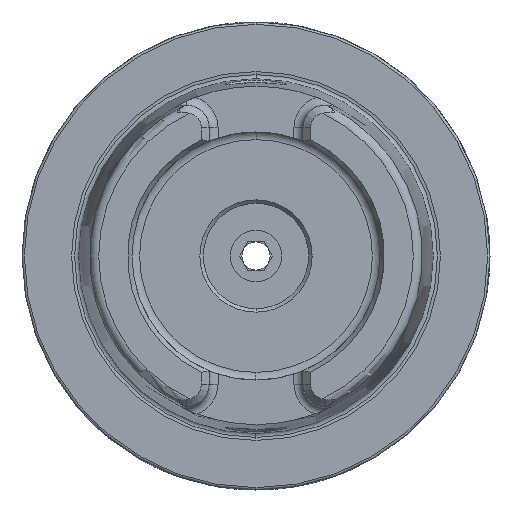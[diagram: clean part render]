
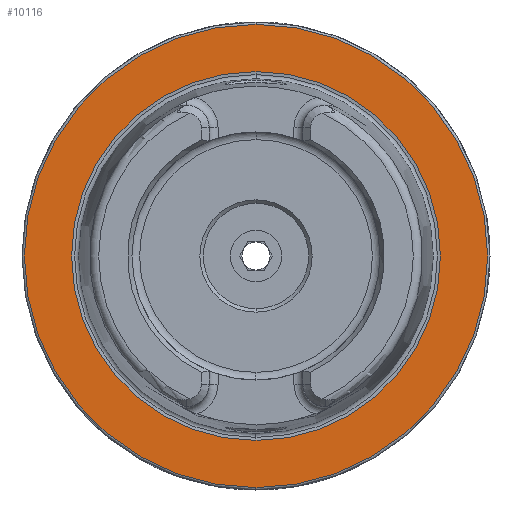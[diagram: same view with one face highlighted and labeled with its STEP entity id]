
A CAD part, left-side view. The second image highlights one B-rep face of the part: STEP entity #10116.
In plain terms, the highlighted planar face has unit normal (-1, 0, 0).
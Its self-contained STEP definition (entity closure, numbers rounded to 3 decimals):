
#319 = CIRCLE ( 'NONE', #2847, 39.405 ) ;
#333 = CIRCLE ( 'NONE', #2854, 49.5 ) ;
#832 = CARTESIAN_POINT ( 'NONE',  ( 0., 0., 0. ) ) ;
#834 = DIRECTION ( 'NONE',  ( -1., 0., 0. ) ) ;
#836 = DIRECTION ( 'NONE',  ( 0., 0., 1. ) ) ;
#944 = CARTESIAN_POINT ( 'NONE',  ( 0., 0., 0. ) ) ;
#945 = DIRECTION ( 'NONE',  ( -1., 0., 0. ) ) ;
#947 = DIRECTION ( 'NONE',  ( 0., 0., 1. ) ) ;
#1057 = CARTESIAN_POINT ( 'NONE',  ( 0., 0., 0. ) ) ;
#1058 = DIRECTION ( 'NONE',  ( -1., 0., 0. ) ) ;
#1059 = DIRECTION ( 'NONE',  ( 0., 0., 1. ) ) ;
#2342 = EDGE_CURVE ( 'NONE', #4427, #4428, #3814, .T. ) ;
#2780 = AXIS2_PLACEMENT_3D ( 'NONE', #4239, #4240, #4241 ) ;
#2847 = AXIS2_PLACEMENT_3D ( 'NONE', #832, #834, #836 ) ;
#2854 = AXIS2_PLACEMENT_3D ( 'NONE', #944, #945, #947 ) ;
#3107 = EDGE_LOOP ( 'NONE', ( #8713, #8712 ) ) ;
#3108 = EDGE_LOOP ( 'NONE', ( #8711, #8710 ) ) ;
#3814 = CIRCLE ( 'NONE', #7378, 49.5 ) ;
#3981 = CIRCLE ( 'NONE', #2780, 39.405 ) ;
#4239 = CARTESIAN_POINT ( 'NONE',  ( 0., 0., 0. ) ) ;
#4240 = DIRECTION ( 'NONE',  ( -1., 0., 0. ) ) ;
#4241 = DIRECTION ( 'NONE',  ( 0., 0., 1. ) ) ;
#4420 = VERTEX_POINT ( 'NONE', #7581 ) ;
#4425 = VERTEX_POINT ( 'NONE', #7586 ) ;
#4427 = VERTEX_POINT ( 'NONE', #7588 ) ;
#4428 = VERTEX_POINT ( 'NONE', #7589 ) ;
#5292 = CARTESIAN_POINT ( 'NONE',  ( 0., 49.5, 0. ) ) ;
#5295 = PLANE ( 'NONE',  #6826 ) ;
#5297 = DIRECTION ( 'NONE',  ( 1., 0., 0. ) ) ;
#5298 = DIRECTION ( 'NONE',  ( 0., 0., -1. ) ) ;
#6462 = EDGE_CURVE ( 'NONE', #4420, #4425, #3981, .T. ) ;
#6826 = AXIS2_PLACEMENT_3D ( 'NONE', #5292, #5297, #5298 ) ;
#7095 = EDGE_CURVE ( 'NONE', #4425, #4420, #319, .T. ) ;
#7111 = EDGE_CURVE ( 'NONE', #4428, #4427, #333, .T. ) ;
#7378 = AXIS2_PLACEMENT_3D ( 'NONE', #1057, #1058, #1059 ) ;
#7581 = CARTESIAN_POINT ( 'NONE',  ( 0., 0., -39.405 ) ) ;
#7586 = CARTESIAN_POINT ( 'NONE',  ( 0., 0., 39.405 ) ) ;
#7588 = CARTESIAN_POINT ( 'NONE',  ( 0., 0., 49.5 ) ) ;
#7589 = CARTESIAN_POINT ( 'NONE',  ( 0., 0., -49.5 ) ) ;
#7798 = FACE_BOUND ( 'NONE', #3107, .T. ) ;
#7800 = FACE_OUTER_BOUND ( 'NONE', #3108, .T. ) ;
#8710 = ORIENTED_EDGE ( 'NONE', *, *, #7111, .T. ) ;
#8711 = ORIENTED_EDGE ( 'NONE', *, *, #2342, .T. ) ;
#8712 = ORIENTED_EDGE ( 'NONE', *, *, #6462, .F. ) ;
#8713 = ORIENTED_EDGE ( 'NONE', *, *, #7095, .F. ) ;
#10116 = ADVANCED_FACE ( 'NONE', ( #7798, #7800 ), #5295, .F. ) ;
